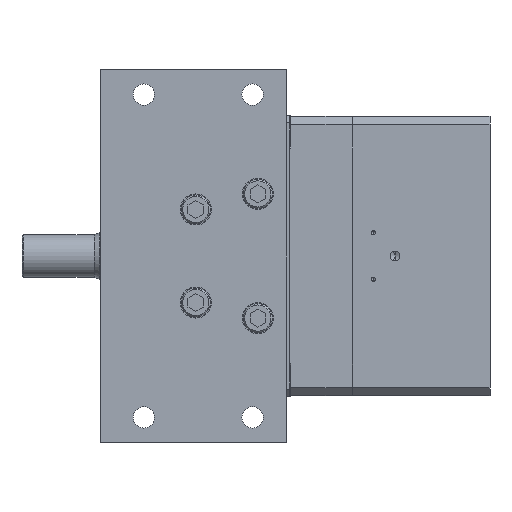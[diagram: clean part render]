
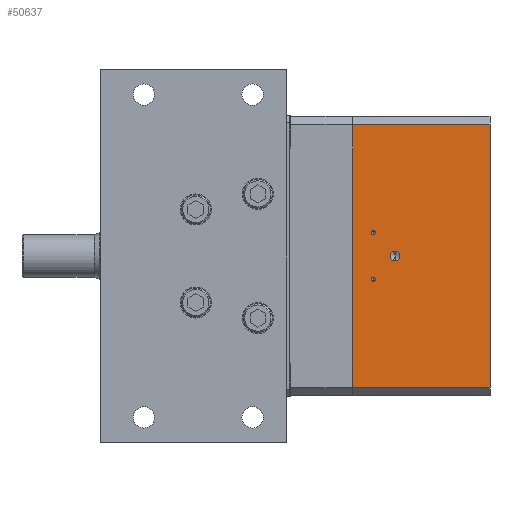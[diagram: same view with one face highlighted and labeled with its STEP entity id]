
A CAD part, front view. The second image highlights one B-rep face of the part: STEP entity #50637.
In plain terms, the highlighted planar face has unit normal (0, -1, 0).
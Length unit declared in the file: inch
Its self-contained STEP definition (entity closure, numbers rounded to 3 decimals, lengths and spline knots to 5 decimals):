
#50 = DIRECTION ( 'NONE',  ( -1., 0., 0. ) ) ;
#262 = VERTEX_POINT ( 'NONE', #8839 ) ;
#2456 = EDGE_CURVE ( 'Defeatured_0_1212+Defeatured_0_884+Defeatured_0_1304+Defeatured_0_1211', #60793, #55209, #19327, .T. ) ;
#3043 = CARTESIAN_POINT ( 'NONE',  ( 6.7655, -4.46, -0.75 ) ) ;
#3176 = CARTESIAN_POINT ( 'NONE',  ( 6.7655, -4.46, -0.8145 ) ) ;
#3340 = DIRECTION ( 'NONE',  ( 0., 0., -1. ) ) ;
#4325 = EDGE_CURVE ( 'Defeatured_0_1082+Defeatured_0_884+Defeatured_0_884+Defeatured_0_884', #73317, #18929, #23939, .T. ) ;
#4582 = DIRECTION ( 'NONE',  ( 0., -1., 0. ) ) ;
#6093 = ORIENTED_EDGE ( 'NONE', *, *, #24259, .T. ) ;
#6157 = CARTESIAN_POINT ( 'NONE',  ( 6.7655, -4.46, -0.75 ) ) ;
#6861 = EDGE_LOOP ( 'NONE', ( #16120, #50911 ) ) ;
#7683 = AXIS2_PLACEMENT_3D ( 'NONE', #76575, #63741, #11164 ) ;
#8839 = CARTESIAN_POINT ( 'NONE',  ( 6.7655, -4.46, 0.6855 ) ) ;
#9402 = EDGE_CURVE ( 'Defeatured_0_1083+Defeatured_0_884+Defeatured_0_884+Defeatured_0_884', #13875, #46680, #52011, .T. ) ;
#11050 = CARTESIAN_POINT ( 'NONE',  ( 10.5805, -4.46, -4.25 ) ) ;
#11164 = DIRECTION ( 'NONE',  ( 0., 0., -1. ) ) ;
#11512 = EDGE_CURVE ( 'Defeatured_0_884+Defeatured_0_1+Defeatured_0_1212+Defeatured_0_1158', #60793, #28844, #66853, .T. ) ;
#11593 = CARTESIAN_POINT ( 'NONE',  ( 6.7655, -4.46, 0.75 ) ) ;
#11939 = VERTEX_POINT ( 'NONE', #52799 ) ;
#13875 = VERTEX_POINT ( 'NONE', #82667 ) ;
#16120 = ORIENTED_EDGE ( 'NONE', *, *, #62800, .F. ) ;
#17013 = ORIENTED_EDGE ( 'NONE', *, *, #4325, .F. ) ;
#17743 = CARTESIAN_POINT ( 'NONE',  ( 7.4655, -4.46, 0. ) ) ;
#18727 = VECTOR ( 'NONE', #69621, 39.37008 ) ;
#18803 = PLANE ( 'NONE',  #63351 ) ;
#18929 = VERTEX_POINT ( 'NONE', #56315 ) ;
#19327 = LINE ( 'NONE', #33724, #78547 ) ;
#20136 = EDGE_CURVE ( 'Defeatured_0_884+Defeatured_0_1159+Defeatured_0_1158+Defeatured_0_1210', #31273, #75119, #70823, .T. ) ;
#22523 = DIRECTION ( 'NONE',  ( 0., 0., -1. ) ) ;
#23409 = EDGE_LOOP ( 'NONE', ( #41641, #71396 ) ) ;
#23631 = EDGE_CURVE ( 'Defeatured_0_1082+Defeatured_0_884+Defeatured_0_884+Defeatured_0_884', #18929, #73317, #59569, .T. ) ;
#23888 = EDGE_CURVE ( 'Defeatured_0_1081+Defeatured_0_884+Defeatured_0_884+Defeatured_0_884', #62957, #262, #47217, .T. ) ;
#23939 = CIRCLE ( 'NONE', #83350, 0.0645 ) ;
#24259 = EDGE_CURVE ( 'Defeatured_0_884+Defeatured_0_1211+Defeatured_0_1210+Defeatured_0_1212', #11939, #55209, #70614, .T. ) ;
#25662 = LINE ( 'NONE', #69616, #82789 ) ;
#25992 = DIRECTION ( 'NONE',  ( 0., -1., 0. ) ) ;
#26207 = DIRECTION ( 'NONE',  ( 0., 1., 0. ) ) ;
#26682 = CARTESIAN_POINT ( 'NONE',  ( 6.0855, -4.46, 4.25 ) ) ;
#26728 = LINE ( 'NONE', #63438, #60506 ) ;
#28844 = VERTEX_POINT ( 'NONE', #42152 ) ;
#28850 = AXIS2_PLACEMENT_3D ( 'NONE', #58569, #25992, #45375 ) ;
#31273 = VERTEX_POINT ( 'NONE', #57267 ) ;
#31594 = DIRECTION ( 'NONE',  ( 0., -1., 0. ) ) ;
#32764 = FACE_BOUND ( 'NONE', #23409, .T. ) ;
#33724 = CARTESIAN_POINT ( 'NONE',  ( 6.1005, -4.46, 4.54 ) ) ;
#33785 = ORIENTED_EDGE ( 'NONE', *, *, #50947, .F. ) ;
#33926 = AXIS2_PLACEMENT_3D ( 'NONE', #17743, #4582, #50275 ) ;
#38927 = VECTOR ( 'NONE', #50, 39.37008 ) ;
#41641 = ORIENTED_EDGE ( 'NONE', *, *, #57481, .F. ) ;
#41927 = DIRECTION ( 'NONE',  ( 0., -1., 0. ) ) ;
#42152 = CARTESIAN_POINT ( 'NONE',  ( 6.1005, -4.46, -3.47948 ) ) ;
#42636 = ORIENTED_EDGE ( 'NONE', *, *, #58754, .F. ) ;
#43604 = CIRCLE ( 'NONE', #28850, 0.0645 ) ;
#44044 = FACE_OUTER_BOUND ( 'NONE', #49716, .T. ) ;
#45375 = DIRECTION ( 'NONE',  ( 0., 0., -1. ) ) ;
#45588 = DIRECTION ( 'NONE',  ( -1., 0., 0. ) ) ;
#46680 = VERTEX_POINT ( 'NONE', #66409 ) ;
#47217 = CIRCLE ( 'NONE', #53010, 0.0645 ) ;
#47599 = CARTESIAN_POINT ( 'NONE',  ( 6.7655, -4.46, 0.8145 ) ) ;
#49716 = EDGE_LOOP ( 'NONE', ( #79189, #59040, #33785, #65602, #42636, #6093 ) ) ;
#50275 = DIRECTION ( 'NONE',  ( 0., 0., -1. ) ) ;
#50637 = ADVANCED_FACE ( 'Defeatured_0_884', ( #44044, #32764, #57381, #82838 ), #18803, .F. ) ;
#50911 = ORIENTED_EDGE ( 'NONE', *, *, #23888, .F. ) ;
#50947 = EDGE_CURVE ( 'Defeatured_0_1158+Defeatured_0_884+Defeatured_0_1159+Defeatured_0_1303', #31273, #28844, #26728, .T. ) ;
#51269 = EDGE_LOOP ( 'NONE', ( #17013, #74777 ) ) ;
#52011 = CIRCLE ( 'NONE', #33926, 0.15625 ) ;
#52424 = DIRECTION ( 'NONE',  ( 0., 0., -1. ) ) ;
#52799 = CARTESIAN_POINT ( 'NONE',  ( 10.5255, -4.46, 4.25 ) ) ;
#53010 = AXIS2_PLACEMENT_3D ( 'NONE', #11593, #31594, #84088 ) ;
#53498 = DIRECTION ( 'NONE',  ( 0., 0., 1. ) ) ;
#55209 = VERTEX_POINT ( 'NONE', #78835 ) ;
#56266 = AXIS2_PLACEMENT_3D ( 'NONE', #3043, #41927, #22523 ) ;
#56315 = CARTESIAN_POINT ( 'NONE',  ( 6.7655, -4.46, -0.6855 ) ) ;
#57267 = CARTESIAN_POINT ( 'NONE',  ( 6.1005, -4.46, -4.25 ) ) ;
#57381 = FACE_BOUND ( 'NONE', #51269, .T. ) ;
#57481 = EDGE_CURVE ( 'Defeatured_0_1083+Defeatured_0_884+Defeatured_0_884+Defeatured_0_884', #46680, #13875, #80121, .T. ) ;
#58506 = CARTESIAN_POINT ( 'NONE',  ( 0., -4.46, 5. ) ) ;
#58569 = CARTESIAN_POINT ( 'NONE',  ( 6.7655, -4.46, 0.75 ) ) ;
#58754 = EDGE_CURVE ( 'Defeatured_0_1210+Defeatured_0_884+Defeatured_0_1211+Defeatured_0_1159', #11939, #75119, #25662, .T. ) ;
#59040 = ORIENTED_EDGE ( 'NONE', *, *, #11512, .T. ) ;
#59569 = CIRCLE ( 'NONE', #56266, 0.0645 ) ;
#60183 = CARTESIAN_POINT ( 'NONE',  ( 10.5255, -4.46, -4.25 ) ) ;
#60506 = VECTOR ( 'NONE', #83831, 39.37008 ) ;
#60793 = VERTEX_POINT ( 'NONE', #71130 ) ;
#62800 = EDGE_CURVE ( 'Defeatured_0_1081+Defeatured_0_884+Defeatured_0_884+Defeatured_0_884', #262, #62957, #43604, .T. ) ;
#62957 = VERTEX_POINT ( 'NONE', #47599 ) ;
#63351 = AXIS2_PLACEMENT_3D ( 'NONE', #58506, #26207, #45588 ) ;
#63438 = CARTESIAN_POINT ( 'NONE',  ( 6.1005, -4.46, 4.54 ) ) ;
#63741 = DIRECTION ( 'NONE',  ( 0., -1., 0. ) ) ;
#65602 = ORIENTED_EDGE ( 'NONE', *, *, #20136, .T. ) ;
#66409 = CARTESIAN_POINT ( 'NONE',  ( 7.4655, -4.46, -0.15625 ) ) ;
#66853 = LINE ( 'NONE', #75860, #83096 ) ;
#69616 = CARTESIAN_POINT ( 'NONE',  ( 10.5255, -4.46, -4.25 ) ) ;
#69621 = DIRECTION ( 'NONE',  ( 1., 0., 0. ) ) ;
#69876 = DIRECTION ( 'NONE',  ( 0., 0., -1. ) ) ;
#70614 = LINE ( 'NONE', #26682, #38927 ) ;
#70823 = LINE ( 'NONE', #11050, #18727 ) ;
#71130 = CARTESIAN_POINT ( 'NONE',  ( 6.1005, -4.46, 3.47948 ) ) ;
#71396 = ORIENTED_EDGE ( 'NONE', *, *, #9402, .F. ) ;
#71869 = DIRECTION ( 'NONE',  ( 0., -1., 0. ) ) ;
#73317 = VERTEX_POINT ( 'NONE', #3176 ) ;
#74777 = ORIENTED_EDGE ( 'NONE', *, *, #23631, .F. ) ;
#75119 = VERTEX_POINT ( 'NONE', #60183 ) ;
#75860 = CARTESIAN_POINT ( 'NONE',  ( 6.1005, -4.46, 5. ) ) ;
#76575 = CARTESIAN_POINT ( 'NONE',  ( 7.4655, -4.46, 0. ) ) ;
#78547 = VECTOR ( 'NONE', #53498, 39.37008 ) ;
#78835 = CARTESIAN_POINT ( 'NONE',  ( 6.1005, -4.46, 4.25 ) ) ;
#79189 = ORIENTED_EDGE ( 'NONE', *, *, #2456, .F. ) ;
#80121 = CIRCLE ( 'NONE', #7683, 0.15625 ) ;
#82667 = CARTESIAN_POINT ( 'NONE',  ( 7.4655, -4.46, 0.15625 ) ) ;
#82789 = VECTOR ( 'NONE', #3340, 39.37008 ) ;
#82838 = FACE_BOUND ( 'NONE', #6861, .T. ) ;
#83096 = VECTOR ( 'NONE', #69876, 39.37008 ) ;
#83350 = AXIS2_PLACEMENT_3D ( 'NONE', #6157, #71869, #52424 ) ;
#83831 = DIRECTION ( 'NONE',  ( 0., 0., 1. ) ) ;
#84088 = DIRECTION ( 'NONE',  ( 0., 0., -1. ) ) ;
